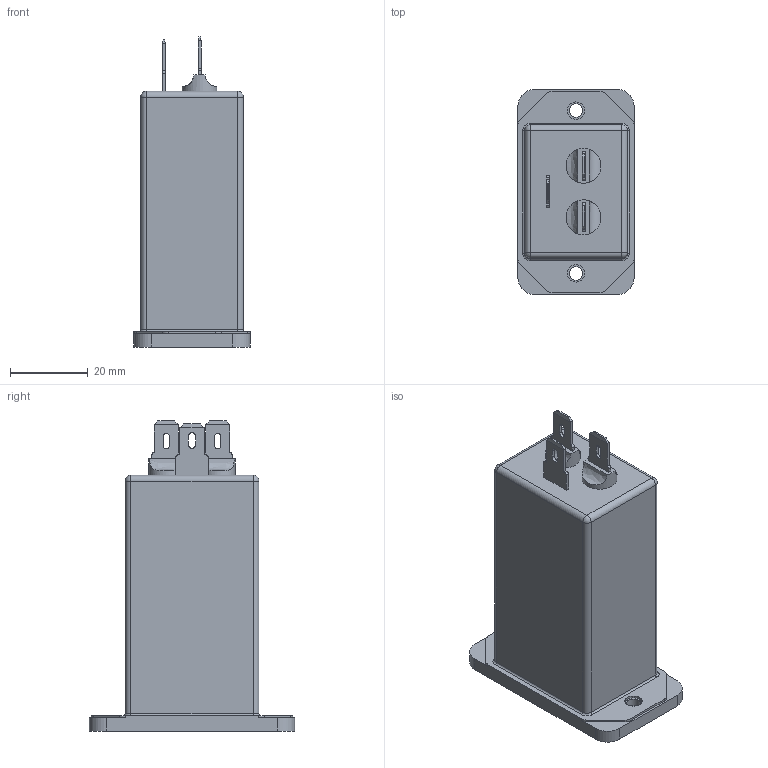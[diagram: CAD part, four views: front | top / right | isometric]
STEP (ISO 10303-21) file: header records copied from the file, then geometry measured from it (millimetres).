
FILE_DESCRIPTION((''),'2;1');
FILE_NAME('FN9222B-20-06.stp','2012-06-12T16:27:58',('Fiona.chen'),(''),'Autodesk Inventor 2010','Autodesk Inventor 2010','');
FILE_SCHEMA(('AUTOMOTIVE_DESIGN { 1 0 10303 214 1 1 1 1 }'));
Length unit declared in the file: millimetre
Products named in the file (1): 零件31
Bounding box: 30 x 53 x 80 mm (x, y, z)
Volume: 12880.6 mm3; surface area: 25352.9 mm2
Topology: 1 solids, 2 shells, 254 faces, 626 edges, 390 vertices
Faces by surface type: plane 168, cylinder 66, sphere 8, bspline 6, torus 4, cone 2
Full cylindrical faces by diameter (mm): 3.5 x2, 4.5 x2, 8 x2, 9 x2
Entity records: 7878 total; most frequent: CARTESIAN_POINT 1559, DIRECTION 1240, ORIENTED_EDGE 1212, EDGE_CURVE 606, VECTOR 462, LINE 462, AXIS2_PLACEMENT_3D 389, VERTEX_POINT 388
